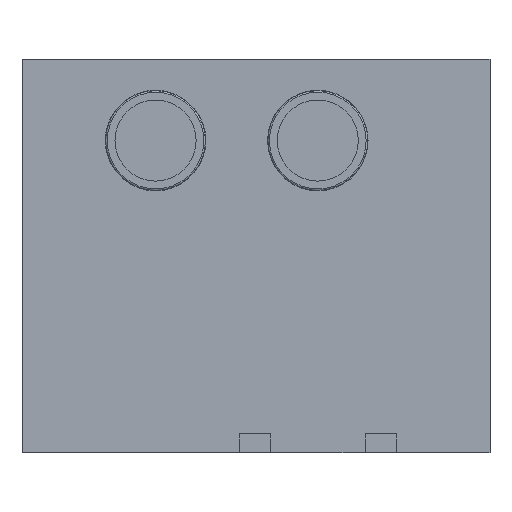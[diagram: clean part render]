
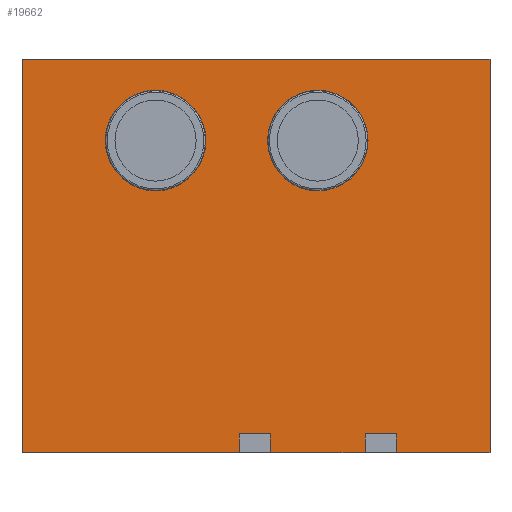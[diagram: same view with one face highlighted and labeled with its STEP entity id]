
A CAD part, left-side view. The second image highlights one B-rep face of the part: STEP entity #19662.
In plain terms, the highlighted planar face has unit normal (-1, 0, 0).
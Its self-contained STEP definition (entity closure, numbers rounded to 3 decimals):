
#1145=FACE_BOUND('',#2865,.T.);
#1146=FACE_BOUND('',#2866,.T.);
#1267=CIRCLE('',#20723,8.05);
#1269=CIRCLE('',#20726,8.05);
#1904=FACE_OUTER_BOUND('',#2864,.T.);
#2864=EDGE_LOOP('',(#13313,#13314,#13315,#13316,#13317,#13318,#13319,#13320,
#13321,#13322,#13323,#13324));
#2865=EDGE_LOOP('',(#13325));
#2866=EDGE_LOOP('',(#13326));
#3936=LINE('',#27112,#6209);
#3951=LINE('',#27151,#6224);
#3955=LINE('',#27160,#6228);
#3961=LINE('',#27171,#6234);
#3964=LINE('',#27178,#6237);
#3967=LINE('',#27184,#6240);
#3972=LINE('',#27193,#6245);
#3973=LINE('',#27196,#6246);
#3974=LINE('',#27197,#6247);
#3975=LINE('',#27199,#6248);
#3976=LINE('',#27200,#6249);
#3977=LINE('',#27201,#6250);
#6209=VECTOR('',#22101,10.);
#6224=VECTOR('',#22138,10.);
#6228=VECTOR('',#22144,10.);
#6234=VECTOR('',#22152,10.);
#6237=VECTOR('',#22159,10.);
#6240=VECTOR('',#22164,10.);
#6245=VECTOR('',#22173,10.);
#6246=VECTOR('',#22176,10.);
#6247=VECTOR('',#22177,10.);
#6248=VECTOR('',#22178,10.);
#6249=VECTOR('',#22179,10.);
#6250=VECTOR('',#22180,10.);
#8480=VERTEX_POINT('',#27109);
#8481=VERTEX_POINT('',#27111);
#8489=VERTEX_POINT('',#27133);
#8491=VERTEX_POINT('',#27139);
#8493=VERTEX_POINT('',#27149);
#8494=VERTEX_POINT('',#27150);
#8497=VERTEX_POINT('',#27158);
#8498=VERTEX_POINT('',#27159);
#8502=VERTEX_POINT('',#27169);
#8504=VERTEX_POINT('',#27177);
#8506=VERTEX_POINT('',#27182);
#8508=VERTEX_POINT('',#27191);
#8509=VERTEX_POINT('',#27195);
#8510=VERTEX_POINT('',#27198);
#10399=EDGE_CURVE('',#8480,#8481,#3936,.T.);
#10410=EDGE_CURVE('',#8489,#8489,#1267,.T.);
#10413=EDGE_CURVE('',#8491,#8491,#1269,.T.);
#10418=EDGE_CURVE('',#8493,#8494,#3951,.T.);
#10422=EDGE_CURVE('',#8497,#8498,#3955,.T.);
#10428=EDGE_CURVE('',#8502,#8480,#3961,.T.);
#10431=EDGE_CURVE('',#8504,#8481,#3964,.T.);
#10434=EDGE_CURVE('',#8506,#8493,#3967,.T.);
#10439=EDGE_CURVE('',#8508,#8494,#3972,.T.);
#10440=EDGE_CURVE('',#8509,#8508,#3973,.T.);
#10441=EDGE_CURVE('',#8506,#8504,#3974,.T.);
#10442=EDGE_CURVE('',#8502,#8510,#3975,.T.);
#10443=EDGE_CURVE('',#8510,#8498,#3976,.T.);
#10444=EDGE_CURVE('',#8509,#8497,#3977,.T.);
#13313=ORIENTED_EDGE('',*,*,#10440,.T.);
#13314=ORIENTED_EDGE('',*,*,#10439,.T.);
#13315=ORIENTED_EDGE('',*,*,#10418,.F.);
#13316=ORIENTED_EDGE('',*,*,#10434,.F.);
#13317=ORIENTED_EDGE('',*,*,#10441,.T.);
#13318=ORIENTED_EDGE('',*,*,#10431,.T.);
#13319=ORIENTED_EDGE('',*,*,#10399,.F.);
#13320=ORIENTED_EDGE('',*,*,#10428,.F.);
#13321=ORIENTED_EDGE('',*,*,#10442,.T.);
#13322=ORIENTED_EDGE('',*,*,#10443,.T.);
#13323=ORIENTED_EDGE('',*,*,#10422,.F.);
#13324=ORIENTED_EDGE('',*,*,#10444,.F.);
#13325=ORIENTED_EDGE('',*,*,#10410,.T.);
#13326=ORIENTED_EDGE('',*,*,#10413,.T.);
#18928=PLANE('',#20738);
#19662=ADVANCED_FACE('',(#1904,#1145,#1146),#18928,.T.);
#20723=AXIS2_PLACEMENT_3D('',#27134,#22118,#22119);
#20726=AXIS2_PLACEMENT_3D('',#27140,#22125,#22126);
#20738=AXIS2_PLACEMENT_3D('',#27194,#22174,#22175);
#22101=DIRECTION('',(0.,-1.,0.));
#22118=DIRECTION('center_axis',(1.,0.,0.));
#22119=DIRECTION('ref_axis',(0.,0.,1.));
#22125=DIRECTION('center_axis',(1.,0.,0.));
#22126=DIRECTION('ref_axis',(0.,0.,1.));
#22138=DIRECTION('',(0.,1.,0.));
#22144=DIRECTION('',(0.,1.,0.));
#22152=DIRECTION('',(0.,0.,1.));
#22159=DIRECTION('',(0.,0.,1.));
#22164=DIRECTION('',(0.,0.,1.));
#22173=DIRECTION('',(0.,0.,1.));
#22174=DIRECTION('center_axis',(-1.,0.,0.));
#22175=DIRECTION('ref_axis',(0.,-1.,0.));
#22176=DIRECTION('',(0.,-1.,0.));
#22177=DIRECTION('',(0.,-1.,0.));
#22178=DIRECTION('',(0.,-1.,0.));
#22179=DIRECTION('',(0.,0.,1.));
#22180=DIRECTION('',(0.,0.,1.));
#27109=CARTESIAN_POINT('',(120.,60.,63.));
#27111=CARTESIAN_POINT('',(120.,-15.,63.));
#27112=CARTESIAN_POINT('',(120.,60.,63.));
#27133=CARTESIAN_POINT('',(120.,12.6,41.95));
#27134=CARTESIAN_POINT('Origin',(120.,12.6,50.));
#27139=CARTESIAN_POINT('',(120.,38.6,41.95));
#27140=CARTESIAN_POINT('Origin',(120.,38.6,50.));
#27149=CARTESIAN_POINT('',(120.,0.,3.));
#27150=CARTESIAN_POINT('',(120.,5.,3.));
#27151=CARTESIAN_POINT('',(120.,45.,3.));
#27158=CARTESIAN_POINT('',(120.,20.2,3.));
#27159=CARTESIAN_POINT('',(120.,25.2,3.));
#27160=CARTESIAN_POINT('',(120.,45.,3.));
#27169=CARTESIAN_POINT('',(120.,60.,0.));
#27171=CARTESIAN_POINT('',(120.,60.,0.));
#27177=CARTESIAN_POINT('',(120.,-15.,0.));
#27178=CARTESIAN_POINT('',(120.,-15.,0.));
#27182=CARTESIAN_POINT('',(120.,0.,0.));
#27184=CARTESIAN_POINT('',(120.,0.,0.));
#27191=CARTESIAN_POINT('',(120.,5.,0.));
#27193=CARTESIAN_POINT('',(120.,5.,0.));
#27194=CARTESIAN_POINT('Origin',(120.,20.2,0.));
#27195=CARTESIAN_POINT('',(120.,20.2,0.));
#27196=CARTESIAN_POINT('',(120.,60.,0.));
#27197=CARTESIAN_POINT('',(120.,0.,0.));
#27198=CARTESIAN_POINT('',(120.,25.2,0.));
#27199=CARTESIAN_POINT('',(120.,60.,0.));
#27200=CARTESIAN_POINT('',(120.,25.2,0.));
#27201=CARTESIAN_POINT('',(120.,20.2,0.));
